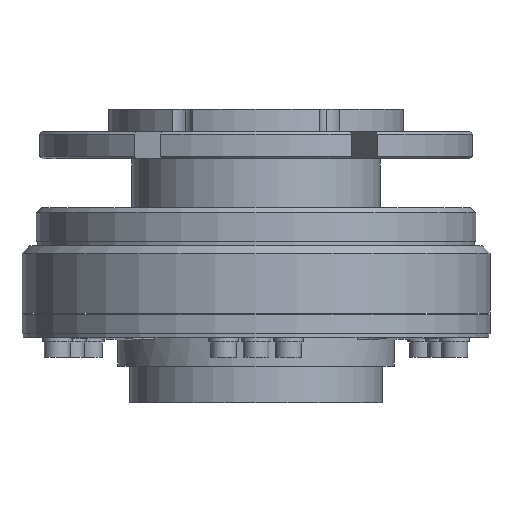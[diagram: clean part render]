
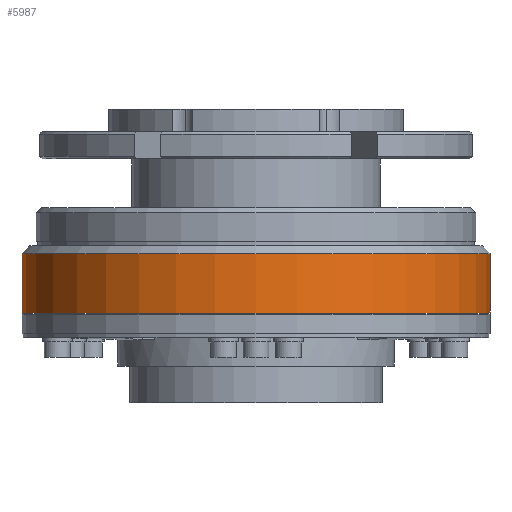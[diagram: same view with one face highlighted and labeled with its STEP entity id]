
A CAD part, front view. The second image highlights one B-rep face of the part: STEP entity #5987.
In plain terms, the highlighted cylindrical face has radius 90.5 mm (diameter 181 mm), a partial arc.
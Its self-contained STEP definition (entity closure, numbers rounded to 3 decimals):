
#339 = DIRECTION ( 'NONE',  ( -1., 0., 0. ) ) ;
#354 = DIRECTION ( 'NONE',  ( 0., 0., -1. ) ) ;
#355 = CARTESIAN_POINT ( 'NONE',  ( 0., 0., -70.2 ) ) ;
#356 = AXIS2_PLACEMENT_3D ( 'NONE', #355, #354, #339 ) ;
#357 = CIRCLE ( 'NONE', #356, 90.5 ) ;
#2365 = CARTESIAN_POINT ( 'NONE',  ( 0., 0., -47.2 ) ) ;
#2414 = DIRECTION ( 'NONE',  ( -1., 0., 0. ) ) ;
#2415 = DIRECTION ( 'NONE',  ( 0., 0., -1. ) ) ;
#2416 = AXIS2_PLACEMENT_3D ( 'NONE', #2365, #2415, #2414 ) ;
#2417 = CIRCLE ( 'NONE', #2416, 90.5 ) ;
#2480 = CARTESIAN_POINT ( 'NONE',  ( 0., 0., -70.2 ) ) ;
#2481 = CYLINDRICAL_SURFACE ( 'NONE', #2594, 90.5 ) ;
#2482 = FACE_OUTER_BOUND ( 'NONE', #5911, .T. ) ;
#2592 = DIRECTION ( 'NONE',  ( 1., 0., 0. ) ) ;
#2593 = DIRECTION ( 'NONE',  ( 0., 0., 1. ) ) ;
#2594 = AXIS2_PLACEMENT_3D ( 'NONE', #2480, #2593, #2592 ) ;
#4443 = VERTEX_POINT ( 'NONE', #7499 ) ;
#4445 = VERTEX_POINT ( 'NONE', #7596 ) ;
#4448 = VERTEX_POINT ( 'NONE', #7475 ) ;
#4449 = VERTEX_POINT ( 'NONE', #7644 ) ;
#4451 = EDGE_CURVE ( 'NONE', #4448, #4445, #7527, .T. ) ;
#4454 = EDGE_CURVE ( 'NONE', #4449, #4443, #7654, .T. ) ;
#5287 = EDGE_CURVE ( 'NONE', #4449, #4448, #357, .T. ) ;
#5911 = EDGE_LOOP ( 'NONE', ( #5988, #6127, #6128, #5933 ) ) ;
#5933 = ORIENTED_EDGE ( 'NONE', *, *, #5934, .T. ) ;
#5934 = EDGE_CURVE ( 'NONE', #4443, #4445, #2417, .T. ) ;
#5987 = ADVANCED_FACE ( 'NONE', ( #2482 ), #2481, .T. ) ;
#5988 = ORIENTED_EDGE ( 'NONE', *, *, #4451, .F. ) ;
#6127 = ORIENTED_EDGE ( 'NONE', *, *, #5287, .F. ) ;
#6128 = ORIENTED_EDGE ( 'NONE', *, *, #4454, .T. ) ;
#7475 = CARTESIAN_POINT ( 'NONE',  ( -90.5, 0., -70.2 ) ) ;
#7499 = CARTESIAN_POINT ( 'NONE',  ( 90.5, 0., -47.2 ) ) ;
#7524 = DIRECTION ( 'NONE',  ( 0., 0., 1. ) ) ;
#7525 = VECTOR ( 'NONE', #7524, 1000. ) ;
#7526 = CARTESIAN_POINT ( 'NONE',  ( -90.5, 0., -70.2 ) ) ;
#7527 = LINE ( 'NONE', #7526, #7525 ) ;
#7596 = CARTESIAN_POINT ( 'NONE',  ( -90.5, 0., -47.2 ) ) ;
#7644 = CARTESIAN_POINT ( 'NONE',  ( 90.5, 0., -70.2 ) ) ;
#7651 = DIRECTION ( 'NONE',  ( 0., 0., 1. ) ) ;
#7652 = VECTOR ( 'NONE', #7651, 1000. ) ;
#7653 = CARTESIAN_POINT ( 'NONE',  ( 90.5, 0., -70.2 ) ) ;
#7654 = LINE ( 'NONE', #7653, #7652 ) ;
